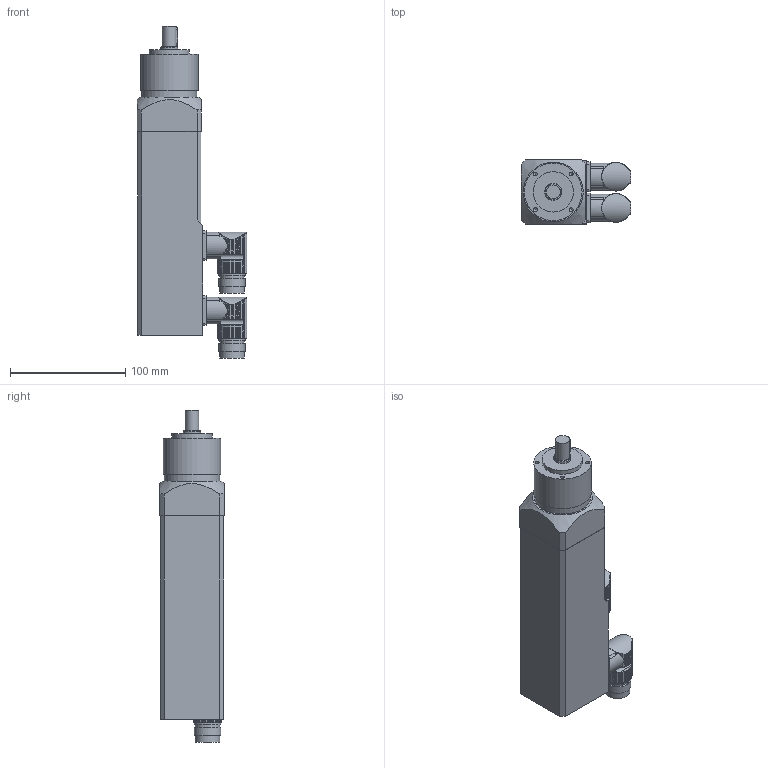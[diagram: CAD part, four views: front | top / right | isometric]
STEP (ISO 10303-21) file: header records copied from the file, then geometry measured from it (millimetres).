
FILE_DESCRIPTION(/* description */ (''),/* implementation_level */ '2;1');
FILE_NAME(/* name */ 'KSG168D_MF_R4_PLG50',/* time_stamp */ '2009-02-06T15:03:35+01:00',/* author */ (''),/* organization */ (''),/* preprocessor_version */ 'ST-DEVELOPER v8',/* originating_system */ 'UNIGRAPHICS SOLUTIONS - UNIGRAPHICS 18.0',/* authorisation */ '');
FILE_SCHEMA (('AUTOMOTIVE_DESIGN { 1 2 10303 214 0 1 1 1 }'));
Length unit declared in the file: millimetre
Products named in the file (3): Winkelflanschdose_0; Getrieberumpf_PLG50_0; KSG164D-MF-R4_PLG50_0
Assembly tree (3 placements, depth 2):
  KSG164D-MF-R4_PLG50_0
    Getrieberumpf_PLG50_0
    Winkelflanschdose_0  x2
Bounding box: 95.49 x 56 x 288.65 mm (x, y, z)
Volume: 730635.1 mm3; surface area: 84221.9 mm2
Topology: 4 solids, 4 shells, 449 faces, 1213 edges, 805 vertices
Faces by surface type: cylinder 329, plane 96, cone 21, torus 3
Full cylindrical faces by diameter (mm): 3.3 x4, 3.432 x4, 4.5 x4, 8 x4, 12 x1, 15 x1, 16 x2, 20 x2, 21 x2, 21.5 x2, 23 x5, 25 x1, 26 x1, 28 x2, 28.8 x1, 30 x1, 35 x1, 48 x1, 50 x2, 53 x2
Entity records: 8857 total; most frequent: CARTESIAN_POINT 2188, DIRECTION 1336, ORIENTED_EDGE 1322, EDGE_CURVE 661, AXIS2_PLACEMENT_3D 558, VERTEX_POINT 476, EDGE_LOOP 371, ADVANCED_FACE 285
